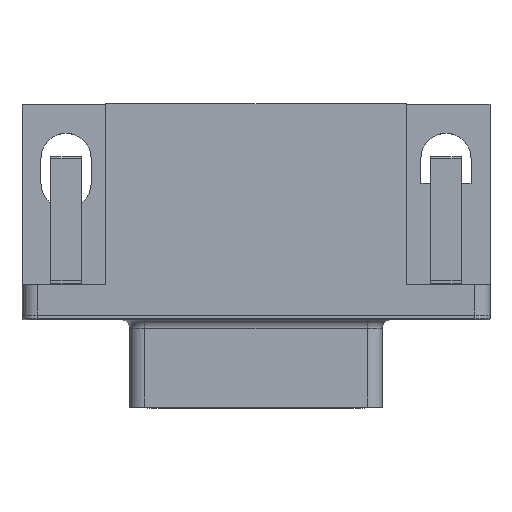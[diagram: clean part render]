
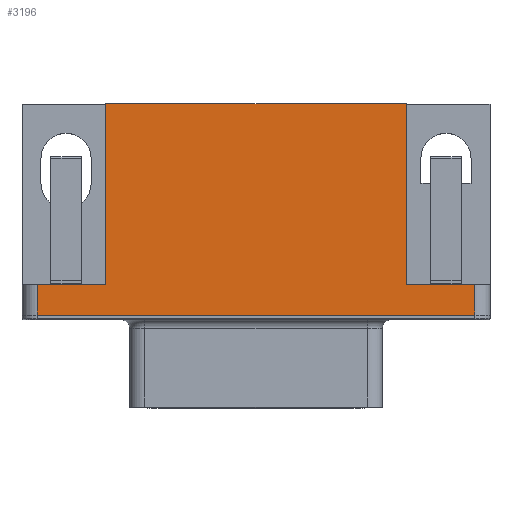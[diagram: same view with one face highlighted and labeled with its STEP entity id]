
A CAD part, top view. The second image highlights one B-rep face of the part: STEP entity #3196.
In plain terms, the highlighted planar face has unit normal (0, 0, 1).
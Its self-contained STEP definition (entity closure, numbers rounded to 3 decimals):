
#2639 = VERTEX_POINT('',#2640);
#2640 = CARTESIAN_POINT('',(-10.393,-12.31,12.5));
#2665 = VERTEX_POINT('',#2666);
#2666 = CARTESIAN_POINT('',(18.408,-12.31,12.5));
#2689 = EDGE_CURVE('',#2665,#2639,#2690,.T.);
#2690 = LINE('',#2691,#2692);
#2691 = CARTESIAN_POINT('',(19.408,-12.31,12.5));
#2692 = VECTOR('',#2693,1.);
#2693 = DIRECTION('',(-1.,0.,0.));
#3150 = EDGE_CURVE('',#2639,#3151,#3153,.T.);
#3151 = VERTEX_POINT('',#3152);
#3152 = CARTESIAN_POINT('',(-10.393,-10.31,12.5));
#3153 = LINE('',#3154,#3155);
#3154 = CARTESIAN_POINT('',(-10.393,-12.31,12.5));
#3155 = VECTOR('',#3156,1.);
#3156 = DIRECTION('',(0.,1.,0.));
#3175 = EDGE_CURVE('',#2665,#3176,#3178,.T.);
#3176 = VERTEX_POINT('',#3177);
#3177 = CARTESIAN_POINT('',(18.408,-10.31,12.5));
#3178 = LINE('',#3179,#3180);
#3179 = CARTESIAN_POINT('',(18.408,-12.31,12.5));
#3180 = VECTOR('',#3181,1.);
#3181 = DIRECTION('',(0.,1.,0.));
#3196 = ADVANCED_FACE('',(#3197),#3240,.T.);
#3197 = FACE_BOUND('',#3198,.T.);
#3198 = EDGE_LOOP('',(#3199,#3200,#3201,#3209,#3217,#3225,#3233,#3239));
#3199 = ORIENTED_EDGE('',*,*,#2689,.F.);
#3200 = ORIENTED_EDGE('',*,*,#3175,.T.);
#3201 = ORIENTED_EDGE('',*,*,#3202,.F.);
#3202 = EDGE_CURVE('',#3203,#3176,#3205,.T.);
#3203 = VERTEX_POINT('',#3204);
#3204 = CARTESIAN_POINT('',(13.908,-10.31,12.5));
#3205 = LINE('',#3206,#3207);
#3206 = CARTESIAN_POINT('',(18.408,-10.31,12.5));
#3207 = VECTOR('',#3208,1.);
#3208 = DIRECTION('',(1.,0.,0.));
#3209 = ORIENTED_EDGE('',*,*,#3210,.F.);
#3210 = EDGE_CURVE('',#3211,#3203,#3213,.T.);
#3211 = VERTEX_POINT('',#3212);
#3212 = CARTESIAN_POINT('',(13.908,1.58,12.5));
#3213 = LINE('',#3214,#3215);
#3214 = CARTESIAN_POINT('',(13.908,-11.31,12.5));
#3215 = VECTOR('',#3216,1.);
#3216 = DIRECTION('',(0.,-1.,0.));
#3217 = ORIENTED_EDGE('',*,*,#3218,.T.);
#3218 = EDGE_CURVE('',#3211,#3219,#3221,.T.);
#3219 = VERTEX_POINT('',#3220);
#3220 = CARTESIAN_POINT('',(-5.893,1.58,12.5));
#3221 = LINE('',#3222,#3223);
#3222 = CARTESIAN_POINT('',(19.408,1.58,12.5));
#3223 = VECTOR('',#3224,1.);
#3224 = DIRECTION('',(-1.,0.,0.));
#3225 = ORIENTED_EDGE('',*,*,#3226,.F.);
#3226 = EDGE_CURVE('',#3227,#3219,#3229,.T.);
#3227 = VERTEX_POINT('',#3228);
#3228 = CARTESIAN_POINT('',(-5.893,-10.31,12.5));
#3229 = LINE('',#3230,#3231);
#3230 = CARTESIAN_POINT('',(-5.893,-11.31,12.5));
#3231 = VECTOR('',#3232,1.);
#3232 = DIRECTION('',(0.,1.,0.));
#3233 = ORIENTED_EDGE('',*,*,#3234,.F.);
#3234 = EDGE_CURVE('',#3151,#3227,#3235,.T.);
#3235 = LINE('',#3236,#3237);
#3236 = CARTESIAN_POINT('',(5.008,-10.31,12.5));
#3237 = VECTOR('',#3238,1.);
#3238 = DIRECTION('',(1.,0.,0.));
#3239 = ORIENTED_EDGE('',*,*,#3150,.F.);
#3240 = PLANE('',#3241);
#3241 = AXIS2_PLACEMENT_3D('',#3242,#3243,#3244);
#3242 = CARTESIAN_POINT('',(19.408,-12.31,12.5));
#3243 = DIRECTION('',(0.,0.,1.));
#3244 = DIRECTION('',(-1.,0.,0.));
